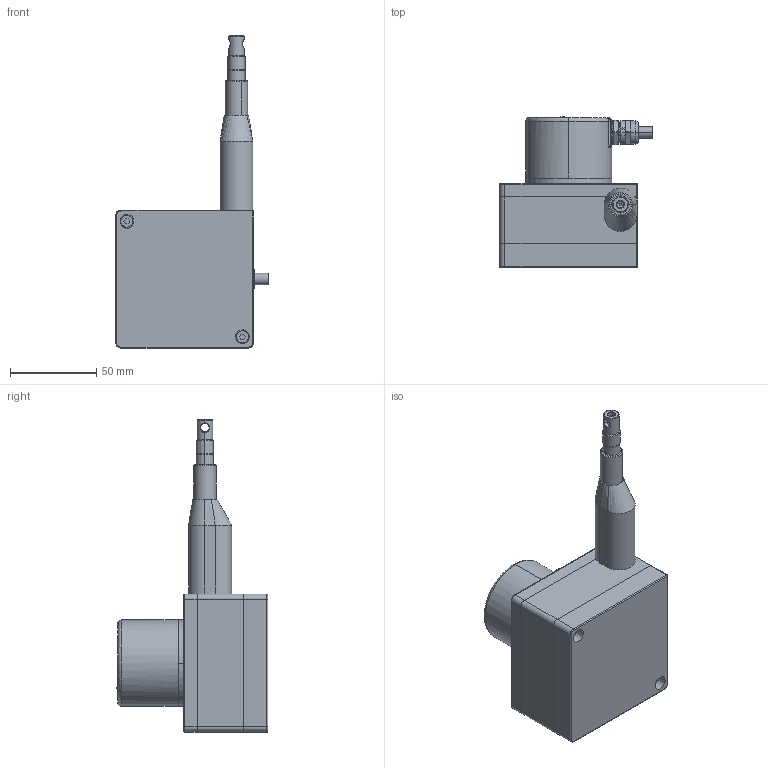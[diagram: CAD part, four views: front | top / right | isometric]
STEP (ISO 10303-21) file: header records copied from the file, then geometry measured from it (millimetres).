
FILE_DESCRIPTION(('CATIA V5 STEP Exchange'),'2;1');
FILE_NAME('LTF81-ASM-JSCM50.stp','2026-02-04T07:46:48+00:00',('none'),('none'),'CATIA Version 5 Release 21 GA (IN-10)','CATIA V5 STEP AP203','none');
FILE_SCHEMA(('CONFIG_CONTROL_DESIGN'));
Length unit declared in the file: millimetre
Products named in the file (4): LTF81_ASM; LTF81_COMPONENTS; LTF81_BOLTS; LTF63_DXZ_A
Assembly tree (15 placements, depth 3):
  LTF81_ASM
    LTF81_COMPONENTS
      #66
    LTF81_BOLTS
      #12549  x4
    #13038
    #13482
    #14239
    #14996
    LTF63_DXZ_A
      #15410
    #15646
    #17050
Bounding box: 88.5 x 88 x 181 mm (x, y, z)
Volume: 338191.6 mm3; surface area: 76668.4 mm2
Topology: 11 solids, 22 shells, 513 faces, 1365 edges, 903 vertices
Faces by surface type: bspline 172, cylinder 158, plane 120, cone 37, torus 24, sphere 2
Entity records: 16992 total; most frequent: CARTESIAN_POINT 7261, ORIENTED_EDGE 2306, EDGE_CURVE 1259, DIRECTION 1230, VERTEX_POINT 837, AXIS2_PLACEMENT_3D 654, EDGE_LOOP 520, ADVANCED_FACE 465
